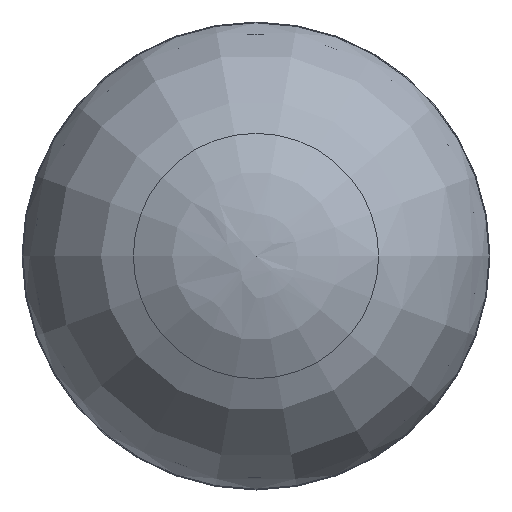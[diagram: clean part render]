
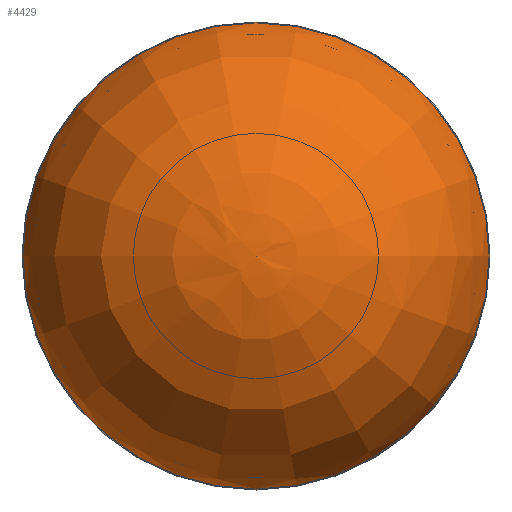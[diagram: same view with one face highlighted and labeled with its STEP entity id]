
A CAD part, front view. The second image highlights one B-rep face of the part: STEP entity #4429.
In plain terms, the highlighted face is a revolution surface.
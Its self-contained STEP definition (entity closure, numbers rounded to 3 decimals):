
#2928=SURFACE_OF_REVOLUTION('',#3388,#2929);
#2929=AXIS1_PLACEMENT('',#23408,#19104);
#2930=VERTEX_LOOP('',#12857);
#3388=(
BOUNDED_CURVE()
B_SPLINE_CURVE(3,(#23398,#23399,#23400,#23401,#23402,#23403,#23404,#23405,
#23406,#23407),.UNSPECIFIED.,.F.,.F.)
B_SPLINE_CURVE_WITH_KNOTS((4,3,3,4),(0.,0.16,0.833,
1.),.UNSPECIFIED.)
CURVE()
GEOMETRIC_REPRESENTATION_ITEM()
RATIONAL_B_SPLINE_CURVE((0.501,0.5,0.5,
0.501,0.501,0.501,0.501,
0.499,0.499,0.501))
REPRESENTATION_ITEM('')
);
#3611=FACE_BOUND('',#6737,.T.);
#3612=FACE_BOUND('',#2930,.T.);
#4429=ADVANCED_FACE('',(#3611,#3612),#2928,.T.);
#6737=EDGE_LOOP('',(#8278));
#8278=ORIENTED_EDGE('',*,*,#14519,.T.);
#12856=VERTEX_POINT('',#23396);
#12857=VERTEX_POINT('',#23397);
#14519=EDGE_CURVE('',#12856,#12856,#16825,.T.);
#16825=CIRCLE('',#17411,74.719);
#17411=AXIS2_PLACEMENT_3D('',#23395,#19102,#19103);
#19102=DIRECTION('',(0.,0.,1.));
#19103=DIRECTION('',(0.,1.,0.));
#19104=DIRECTION('',(0.,0.,-1.));
#23395=CARTESIAN_POINT('',(700.,0.,474.218));
#23396=CARTESIAN_POINT('',(700.,74.719,474.218));
#23397=CARTESIAN_POINT('',(700.,0.,529.005));
#23398=CARTESIAN_POINT('',(700.,0.,529.005));
#23399=CARTESIAN_POINT('',(705.341,0.,529.005));
#23400=CARTESIAN_POINT('',(710.659,0.,528.501));
#23401=CARTESIAN_POINT('',(715.905,0.,527.496));
#23402=CARTESIAN_POINT('',(738.613,0.,523.147));
#23403=CARTESIAN_POINT('',(759.115,0.,510.365));
#23404=CARTESIAN_POINT('',(769.068,0.,489.956));
#23405=CARTESIAN_POINT('',(771.521,0.,484.927));
#23406=CARTESIAN_POINT('',(773.412,0.,479.66));
#23407=CARTESIAN_POINT('',(774.719,0.,474.218));
#23408=CARTESIAN_POINT('',(700.,0.,473.005));
